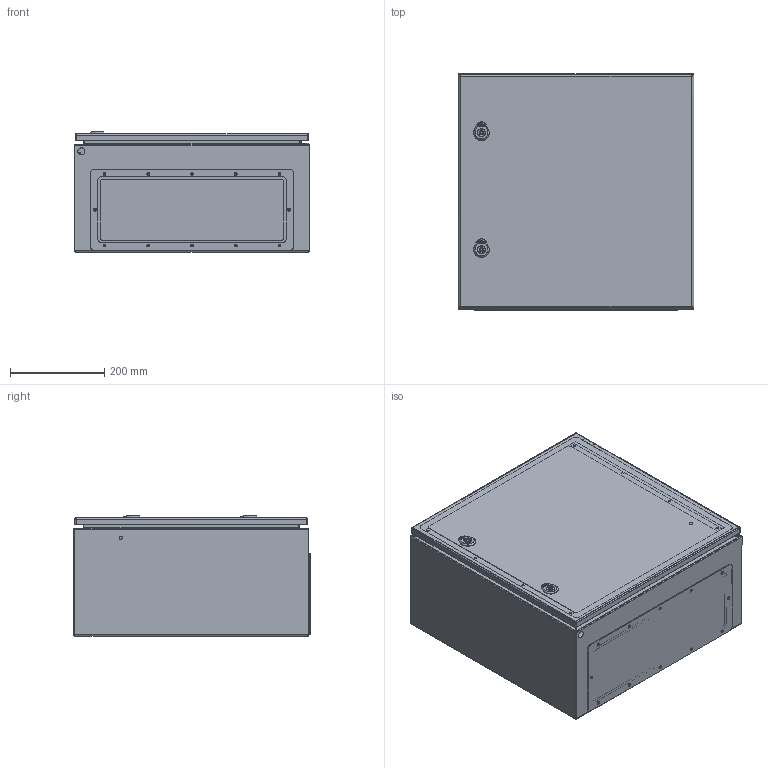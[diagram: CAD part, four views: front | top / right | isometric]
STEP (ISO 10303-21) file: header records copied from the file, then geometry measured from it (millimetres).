
FILE_DESCRIPTION(/* description */ (''),/* implementation_level */ '2;1');
FILE_NAME(/* name */ 'GN505025.stp',/* time_stamp */ '2020-04-27T11:19:36+02:00',/* author */ (''),/* organization */ (''),/* preprocessor_version */ 'ST-DEVELOPER v16.7',/* originating_system */ 'SIEMENS PLM Software NX 12.0',/* authorisation */ '');
FILE_SCHEMA (('AUTOMOTIVE_DESIGN { 1 0 10303 214 3 1 1 1 }'));
Products named in the file (8): CUERPO_505025; TAPA_432X172; 500.P001-02-BISAGRA CUERPO ARGENTA_stp; PUERTA_5050; CIE LI DB5 1P PA_PA 22X35133; ALZADOR PLACAS ARGENTA; PL5050; GN505020_stp
Assembly tree (12 placements, depth 2):
  GN505020_stp
    PL5050
    ALZADOR PLACAS ARGENTA  x4
    CIE LI DB5 1P PA_PA 22X35133  x2
    PUERTA_5050
    500.P001-02-BISAGRA CUERPO ARGENTA_stp  x2
    TAPA_432X172
    CUERPO_505025
Bounding box: 500 x 503 x 255.65 mm (x, y, z)
Volume: 2030846 mm3; surface area: 2760366.4 mm2
Topology: 39 solids, 39 shells, 1428 faces, 3500 edges, 2176 vertices
Faces by surface type: plane 651, cylinder 521, bspline 120, torus 50, cone 48, sphere 38
Full cylindrical faces by diameter (mm): 3 x20, 3.5 x22, 5 x8, 5.2 x8, 6 x12, 7 x7, 9 x12, 10 x2, 14 x2, 15.1 x1, 16.25 x2, 17 x4, 19.3 x2
Entity records: 65688 total; most frequent: CARTESIAN_POINT 40718, ORIENTED_EDGE 4604, DIRECTION 4438, EDGE_CURVE 2302, AXIS2_PLACEMENT_3D 1612, VERTEX_POINT 1486, EDGE_LOOP 1280, LINE 1214
